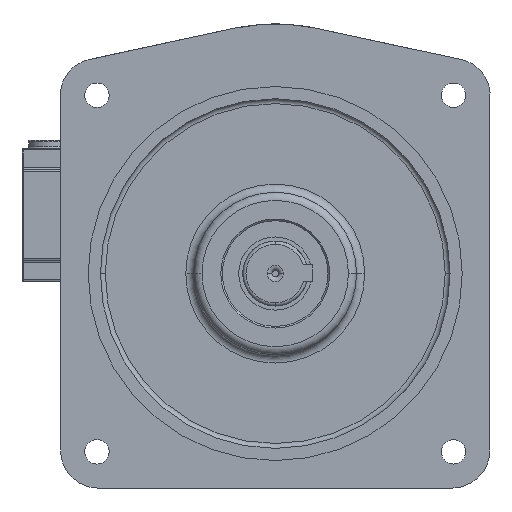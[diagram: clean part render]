
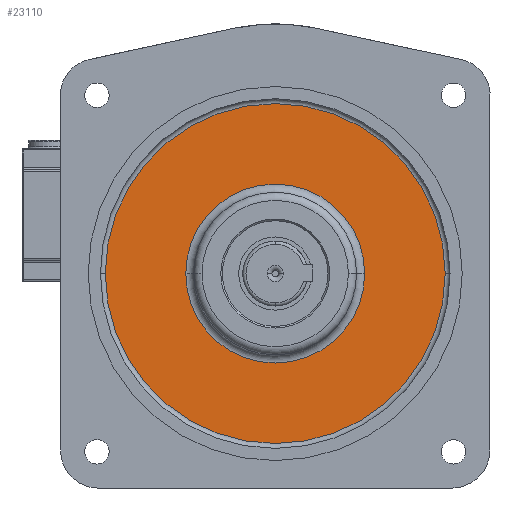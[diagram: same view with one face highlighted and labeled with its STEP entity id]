
A CAD part, left-side view. The second image highlights one B-rep face of the part: STEP entity #23110.
In plain terms, the highlighted planar face has unit normal (-1, 0, 0).
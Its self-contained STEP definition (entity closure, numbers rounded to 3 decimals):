
#829 = CARTESIAN_POINT ( 'NONE',  ( 0., 104.5, -36.04 ) ) ;
#985 = FACE_BOUND ( 'NONE', #35782, .T. ) ;
#4700 = ORIENTED_EDGE ( 'NONE', *, *, #12044, .F. ) ;
#4814 = DIRECTION ( 'NONE',  ( 0., 1., 0. ) ) ;
#5840 = ORIENTED_EDGE ( 'NONE', *, *, #26271, .F. ) ;
#6755 = CARTESIAN_POINT ( 'NONE',  ( 0., 0., 0. ) ) ;
#8108 = DIRECTION ( 'NONE',  ( 0., -1., 0. ) ) ;
#9271 = DIRECTION ( 'NONE',  ( 0., 1., 0. ) ) ;
#9650 = DIRECTION ( 'NONE',  ( 1., 0., 0. ) ) ;
#10680 = DIRECTION ( 'NONE',  ( -1., 0., 0. ) ) ;
#10807 = CARTESIAN_POINT ( 'NONE',  ( 0., 0., -36.04 ) ) ;
#11053 = AXIS2_PLACEMENT_3D ( 'NONE', #6755, #12724, #4814 ) ;
#12044 = EDGE_CURVE ( 'NONE', #25413, #21908, #26144, .T. ) ;
#12350 = PLANE ( 'NONE',  #11053 ) ;
#12481 = EDGE_CURVE ( 'NONE', #33546, #17638, #36650, .T. ) ;
#12724 = DIRECTION ( 'NONE',  ( 1., 0., 0. ) ) ;
#12825 = CARTESIAN_POINT ( 'NONE',  ( 0., -55., -36.04 ) ) ;
#13218 = CARTESIAN_POINT ( 'NONE',  ( 0., 55., -36.04 ) ) ;
#13585 = EDGE_LOOP ( 'NONE', ( #32098, #4700 ) ) ;
#15943 = AXIS2_PLACEMENT_3D ( 'NONE', #23011, #10680, #37122 ) ;
#16301 = AXIS2_PLACEMENT_3D ( 'NONE', #33352, #18872, #33540 ) ;
#17638 = VERTEX_POINT ( 'NONE', #13218 ) ;
#18696 = CIRCLE ( 'NONE', #33483, 104.5 ) ;
#18872 = DIRECTION ( 'NONE',  ( -1., 0., 0. ) ) ;
#20064 = DIRECTION ( 'NONE',  ( 1., 0., 0. ) ) ;
#21124 = ORIENTED_EDGE ( 'NONE', *, *, #12481, .F. ) ;
#21908 = VERTEX_POINT ( 'NONE', #35898 ) ;
#23011 = CARTESIAN_POINT ( 'NONE',  ( 0., 0., -36.04 ) ) ;
#23110 = ADVANCED_FACE ( 'NONE', ( #985, #27020 ), #12350, .F. ) ;
#25413 = VERTEX_POINT ( 'NONE', #829 ) ;
#26144 = CIRCLE ( 'NONE', #32927, 104.5 ) ;
#26271 = EDGE_CURVE ( 'NONE', #17638, #33546, #28267, .T. ) ;
#27020 = FACE_OUTER_BOUND ( 'NONE', #13585, .T. ) ;
#28267 = CIRCLE ( 'NONE', #15943, 55. ) ;
#32098 = ORIENTED_EDGE ( 'NONE', *, *, #35452, .F. ) ;
#32927 = AXIS2_PLACEMENT_3D ( 'NONE', #36284, #9650, #9271 ) ;
#33352 = CARTESIAN_POINT ( 'NONE',  ( 0., 0., -36.04 ) ) ;
#33483 = AXIS2_PLACEMENT_3D ( 'NONE', #10807, #20064, #8108 ) ;
#33540 = DIRECTION ( 'NONE',  ( 0., -1., 0. ) ) ;
#33546 = VERTEX_POINT ( 'NONE', #12825 ) ;
#35452 = EDGE_CURVE ( 'NONE', #21908, #25413, #18696, .T. ) ;
#35782 = EDGE_LOOP ( 'NONE', ( #5840, #21124 ) ) ;
#35898 = CARTESIAN_POINT ( 'NONE',  ( 0., -104.5, -36.04 ) ) ;
#36284 = CARTESIAN_POINT ( 'NONE',  ( 0., 0., -36.04 ) ) ;
#36650 = CIRCLE ( 'NONE', #16301, 55. ) ;
#37122 = DIRECTION ( 'NONE',  ( 0., 1., 0. ) ) ;
